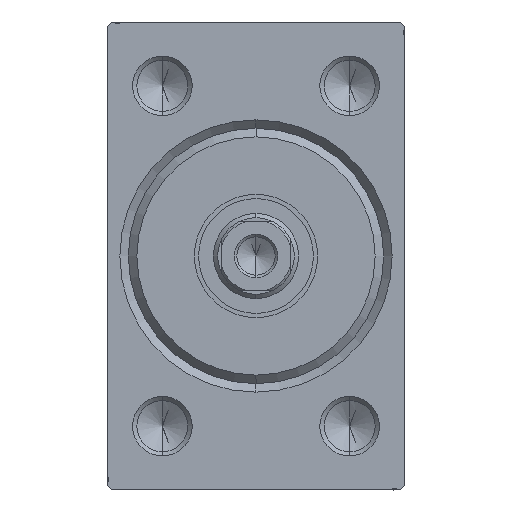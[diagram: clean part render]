
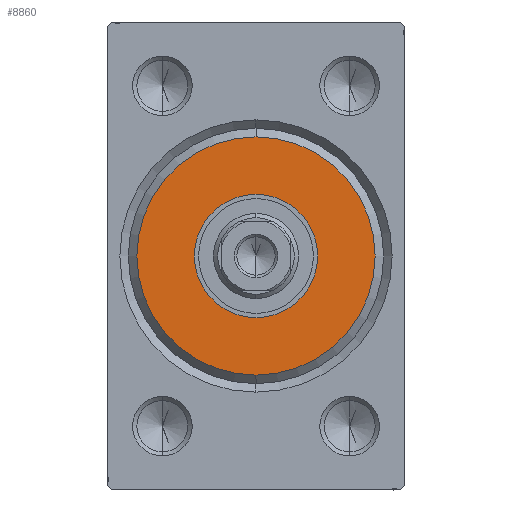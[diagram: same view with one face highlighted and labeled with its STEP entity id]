
A CAD part, left-side view. The second image highlights one B-rep face of the part: STEP entity #8860.
In plain terms, the highlighted face is planar.
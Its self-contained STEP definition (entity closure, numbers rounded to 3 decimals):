
#111 = DIRECTION ( 'NONE',  ( 0., 0., -1. ) ) ;
#1045 = VERTEX_POINT ( 'NONE', #12884 ) ;
#1394 = CARTESIAN_POINT ( 'NONE',  ( 3., 0., 0. ) ) ;
#1771 = CARTESIAN_POINT ( 'NONE',  ( 3., 0., 0. ) ) ;
#2323 = CARTESIAN_POINT ( 'NONE',  ( 3., 0., 0. ) ) ;
#2830 = AXIS2_PLACEMENT_3D ( 'NONE', #16171, #43321, #12332 ) ;
#3072 = PLANE ( 'NONE',  #42772 ) ;
#3511 = FACE_BOUND ( 'NONE', #44521, .T. ) ;
#3735 = ORIENTED_EDGE ( 'NONE', *, *, #14817, .T. ) ;
#4631 = AXIS2_PLACEMENT_3D ( 'NONE', #2323, #29889, #33730 ) ;
#4924 = VERTEX_POINT ( 'NONE', #34061 ) ;
#5605 = DIRECTION ( 'NONE',  ( 0., 0., -1. ) ) ;
#7004 = CARTESIAN_POINT ( 'NONE',  ( 3., 0., -14. ) ) ;
#7731 = ORIENTED_EDGE ( 'NONE', *, *, #25583, .F. ) ;
#8860 = ADVANCED_FACE ( 'NONE', ( #20232, #3511 ), #3072, .T. ) ;
#12332 = DIRECTION ( 'NONE',  ( 0., 0., -1. ) ) ;
#12884 = CARTESIAN_POINT ( 'NONE',  ( 3., 0., -7.25 ) ) ;
#13445 = CARTESIAN_POINT ( 'NONE',  ( 3., 0., 0. ) ) ;
#13461 = ORIENTED_EDGE ( 'NONE', *, *, #17321, .F. ) ;
#13920 = ORIENTED_EDGE ( 'NONE', *, *, #21741, .T. ) ;
#14647 = EDGE_LOOP ( 'NONE', ( #3735, #13920 ) ) ;
#14817 = EDGE_CURVE ( 'NONE', #4924, #23606, #37131, .T. ) ;
#15513 = AXIS2_PLACEMENT_3D ( 'NONE', #1771, #26152, #5605 ) ;
#16171 = CARTESIAN_POINT ( 'NONE',  ( 3., 0., 0. ) ) ;
#17321 = EDGE_CURVE ( 'NONE', #1045, #41929, #32019, .T. ) ;
#19236 = DIRECTION ( 'NONE',  ( 1., 0., 0. ) ) ;
#20232 = FACE_OUTER_BOUND ( 'NONE', #14647, .T. ) ;
#21741 = EDGE_CURVE ( 'NONE', #23606, #4924, #36485, .T. ) ;
#22400 = DIRECTION ( 'NONE',  ( 0., 0., -1. ) ) ;
#23606 = VERTEX_POINT ( 'NONE', #7004 ) ;
#25583 = EDGE_CURVE ( 'NONE', #41929, #1045, #41114, .T. ) ;
#26152 = DIRECTION ( 'NONE',  ( 1., 0., 0. ) ) ;
#29889 = DIRECTION ( 'NONE',  ( 1., 0., 0. ) ) ;
#32019 = CIRCLE ( 'NONE', #40681, 7.25 ) ;
#33730 = DIRECTION ( 'NONE',  ( 0., 0., -1. ) ) ;
#34061 = CARTESIAN_POINT ( 'NONE',  ( 3., 0., 14. ) ) ;
#35676 = CARTESIAN_POINT ( 'NONE',  ( 3., 0., 7.25 ) ) ;
#36485 = CIRCLE ( 'NONE', #15513, 14. ) ;
#37131 = CIRCLE ( 'NONE', #4631, 14. ) ;
#40681 = AXIS2_PLACEMENT_3D ( 'NONE', #1394, #19236, #22400 ) ;
#40827 = DIRECTION ( 'NONE',  ( 1., 0., 0. ) ) ;
#41114 = CIRCLE ( 'NONE', #2830, 7.25 ) ;
#41929 = VERTEX_POINT ( 'NONE', #35676 ) ;
#42772 = AXIS2_PLACEMENT_3D ( 'NONE', #13445, #40827, #111 ) ;
#43321 = DIRECTION ( 'NONE',  ( 1., 0., 0. ) ) ;
#44521 = EDGE_LOOP ( 'NONE', ( #13461, #7731 ) ) ;
